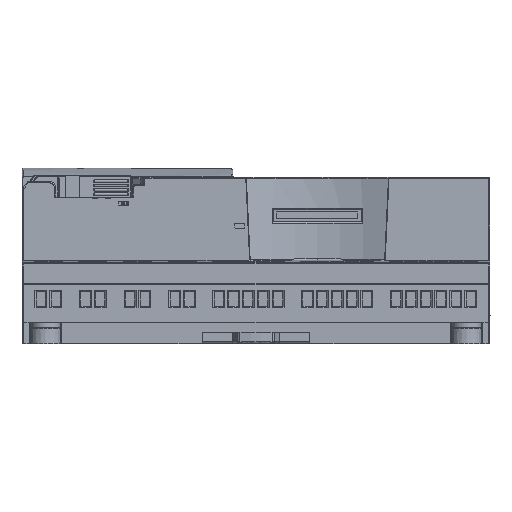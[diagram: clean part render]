
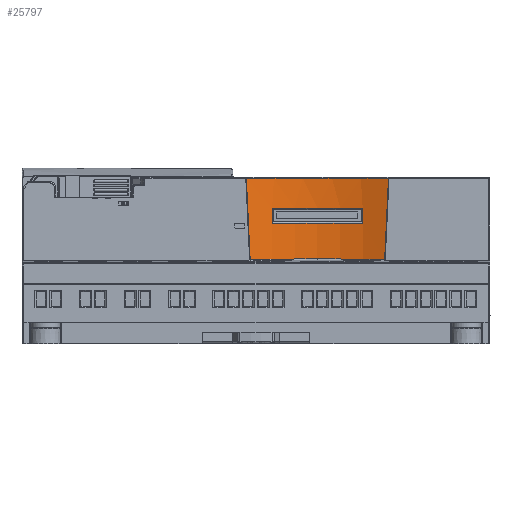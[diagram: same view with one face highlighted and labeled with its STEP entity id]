
A CAD part, front view. The second image highlights one B-rep face of the part: STEP entity #25797.
In plain terms, the highlighted conical face has half-angle 2 degrees and reference radius 58.836 mm.
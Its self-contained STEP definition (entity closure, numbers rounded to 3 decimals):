
#6504 = CARTESIAN_POINT ( 'NONE',  ( 13.2, -29.301, 28.982 ) ) ;
#6792 = DIRECTION ( 'NONE',  ( 0., 0., 1. ) ) ;
#7098 = B_SPLINE_CURVE_WITH_KNOTS ( 'NONE', 3,
 ( #109299, #27608, #63964, #100344, #18707, #55033 ),
 .UNSPECIFIED., .F., .F.,
 ( 4, 2, 4 ),
 ( 0., 0.5, 1. ),
 .UNSPECIFIED. ) ;
#7305 = EDGE_LOOP ( 'NONE', ( #27968, #109118, #15282, #15284 ) ) ;
#8317 = CARTESIAN_POINT ( 'NONE',  ( 36.477, -30.386, 46.38 ) ) ;
#10025 = EDGE_LOOP ( 'NONE', ( #60388, #29656, #21982, #14342, #76480 ) ) ;
#14342 = ORIENTED_EDGE ( 'NONE', *, *, #115138, .F. ) ;
#15282 = ORIENTED_EDGE ( 'NONE', *, *, #102462, .F. ) ;
#15284 = ORIENTED_EDGE ( 'NONE', *, *, #81457, .F. ) ;
#17274 = CARTESIAN_POINT ( 'NONE',  ( 36.476, -30.574, 41.18 ) ) ;
#17732 = CARTESIAN_POINT ( 'NONE',  ( 5.524, -30.449, 44.647 ) ) ;
#17831 = EDGE_CURVE ( 'NONE', #97222, #36419, #47188, .T. ) ;
#17962 = EDGE_CURVE ( 'NONE', #39002, #92671, #7098, .T. ) ;
#18432 = CARTESIAN_POINT ( 'NONE',  ( 21., -28.908, 29.003 ) ) ;
#18707 = CARTESIAN_POINT ( 'NONE',  ( 40.328, -32.091, 28.838 ) ) ;
#21982 = ORIENTED_EDGE ( 'NONE', *, *, #17962, .T. ) ;
#22492 = CARTESIAN_POINT ( 'NONE',  ( -3.287, -33.194, 56.517 ) ) ;
#22608 = B_SPLINE_CURVE_WITH_KNOTS ( 'NONE', 3,
 ( #106051, #51808, #88176, #6504, #42871, #79232 ),
 .UNSPECIFIED., .F., .F.,
 ( 4, 2, 4 ),
 ( 0., 0.5, 1. ),
 .UNSPECIFIED. ) ;
#25797 = ADVANCED_FACE ( 'NONE', ( #117714, #35997 ), #82086, .F. ) ;
#25959 = B_SPLINE_CURVE_WITH_KNOTS ( 'NONE', 3,
 ( #17274, #53611, #89969, #8317 ),
 .UNSPECIFIED., .F., .F.,
 ( 4, 4 ),
 ( 0., 1. ),
 .UNSPECIFIED. ) ;
#27052 = DIRECTION ( 'NONE',  ( 0., -1., 0. ) ) ;
#27296 = CARTESIAN_POINT ( 'NONE',  ( 44.863, -33.356, 47.263 ) ) ;
#27608 = CARTESIAN_POINT ( 'NONE',  ( 24.886, -28.908, 29.003 ) ) ;
#27968 = ORIENTED_EDGE ( 'NONE', *, *, #17831, .F. ) ;
#29656 = ORIENTED_EDGE ( 'NONE', *, *, #95490, .T. ) ;
#30658 = AXIS2_PLACEMENT_3D ( 'NONE', #72363, #108736, #27052 ) ;
#31412 = DIRECTION ( 'NONE',  ( 0., -1., 0. ) ) ;
#34688 = CARTESIAN_POINT ( 'NONE',  ( -2.433, -33.519, 38.009 ) ) ;
#34742 = CIRCLE ( 'NONE', #101416, 58.301 ) ;
#35794 = CARTESIAN_POINT ( 'NONE',  ( 45.287, -33.194, 56.517 ) ) ;
#35997 = FACE_OUTER_BOUND ( 'NONE', #10025, .T. ) ;
#36419 = VERTEX_POINT ( 'NONE', #101407 ) ;
#39002 = VERTEX_POINT ( 'NONE', #18432 ) ;
#39490 = CARTESIAN_POINT ( 'NONE',  ( 21., -86.783, 56.517 ) ) ;
#40381 = B_SPLINE_CURVE_WITH_KNOTS ( 'NONE', 3,
 ( #99375, #17732, #54073, #90437 ),
 .UNSPECIFIED., .F., .F.,
 ( 4, 4 ),
 ( 0., 1. ),
 .UNSPECIFIED. ) ;
#42871 = CARTESIAN_POINT ( 'NONE',  ( 17.114, -28.908, 29.003 ) ) ;
#43157 = DIRECTION ( 'NONE',  ( 0., -1., 0. ) ) ;
#46303 = CARTESIAN_POINT ( 'NONE',  ( -1.995, -33.682, 28.755 ) ) ;
#47188 = CIRCLE ( 'NONE', #113862, 58.482 ) ;
#49787 = CARTESIAN_POINT ( 'NONE',  ( 36.477, -30.386, 46.38 ) ) ;
#51808 = CARTESIAN_POINT ( 'NONE',  ( 1.672, -32.091, 28.838 ) ) ;
#53611 = CARTESIAN_POINT ( 'NONE',  ( 36.476, -30.512, 42.913 ) ) ;
#54073 = CARTESIAN_POINT ( 'NONE',  ( 5.524, -30.512, 42.913 ) ) ;
#54793 = AXIS2_PLACEMENT_3D ( 'NONE', #39490, #75876, #112260 ) ;
#55033 = CARTESIAN_POINT ( 'NONE',  ( 43.995, -33.682, 28.755 ) ) ;
#55367 = CARTESIAN_POINT ( 'NONE',  ( 43.995, -33.682, 28.755 ) ) ;
#56281 = EDGE_CURVE ( 'NONE', #116542, #97222, #25959, .T. ) ;
#60388 = ORIENTED_EDGE ( 'NONE', *, *, #72504, .F. ) ;
#62302 = EDGE_CURVE ( 'NONE', #107399, #95261, #106189, .T. ) ;
#63642 = CARTESIAN_POINT ( 'NONE',  ( 44.433, -33.519, 38.009 ) ) ;
#63964 = CARTESIAN_POINT ( 'NONE',  ( 28.8, -29.301, 28.982 ) ) ;
#71053 = CARTESIAN_POINT ( 'NONE',  ( -2.863, -33.356, 47.263 ) ) ;
#71567 = CARTESIAN_POINT ( 'NONE',  ( 5.524, -30.574, 41.18 ) ) ;
#72363 = CARTESIAN_POINT ( 'NONE',  ( 21., -86.783, 56.517 ) ) ;
#72504 = EDGE_CURVE ( 'NONE', #80583, #107399, #95003, .T. ) ;
#75876 = DIRECTION ( 'NONE',  ( 0., 0., -1. ) ) ;
#76480 = ORIENTED_EDGE ( 'NONE', *, *, #62302, .F. ) ;
#76747 = CARTESIAN_POINT ( 'NONE',  ( 21., -86.783, 41.18 ) ) ;
#79232 = CARTESIAN_POINT ( 'NONE',  ( 21., -28.908, 29.003 ) ) ;
#80583 = VERTEX_POINT ( 'NONE', #46303 ) ;
#81457 = EDGE_CURVE ( 'NONE', #36419, #95213, #40381, .T. ) ;
#82086 = CONICAL_SURFACE ( 'NONE', #30658, 58.836, 0.035 ) ;
#84670 = B_SPLINE_CURVE_WITH_KNOTS ( 'NONE', 3,
 ( #108974, #27296, #63642, #100030 ),
 .UNSPECIFIED., .F., .F.,
 ( 4, 4 ),
 ( 0., 1. ),
 .UNSPECIFIED. ) ;
#88176 = CARTESIAN_POINT ( 'NONE',  ( 5.479, -30.893, 28.9 ) ) ;
#88458 = CARTESIAN_POINT ( 'NONE',  ( 21., -86.783, 46.38 ) ) ;
#89969 = CARTESIAN_POINT ( 'NONE',  ( 36.476, -30.449, 44.647 ) ) ;
#90437 = CARTESIAN_POINT ( 'NONE',  ( 5.524, -30.574, 41.18 ) ) ;
#92671 = VERTEX_POINT ( 'NONE', #55367 ) ;
#95003 =( BOUNDED_CURVE ( )  B_SPLINE_CURVE ( 3, ( #116420, #34688, #71053, #107434 ),
 .UNSPECIFIED., .F., .F. ) 
 B_SPLINE_CURVE_WITH_KNOTS ( ( 4, 4 ),
 ( 0., 1. ),
 .UNSPECIFIED. ) 
 CURVE ( )  GEOMETRIC_REPRESENTATION_ITEM ( )  RATIONAL_B_SPLINE_CURVE ( ( 1., 1., 1., 1. ) ) 
 REPRESENTATION_ITEM ( '' )  );
#95213 = VERTEX_POINT ( 'NONE', #71567 ) ;
#95261 = VERTEX_POINT ( 'NONE', #35794 ) ;
#95490 = EDGE_CURVE ( 'NONE', #80583, #39002, #22608, .T. ) ;
#97222 = VERTEX_POINT ( 'NONE', #49787 ) ;
#99375 = CARTESIAN_POINT ( 'NONE',  ( 5.523, -30.386, 46.38 ) ) ;
#100030 = CARTESIAN_POINT ( 'NONE',  ( 43.995, -33.682, 28.755 ) ) ;
#100344 = CARTESIAN_POINT ( 'NONE',  ( 36.521, -30.893, 28.9 ) ) ;
#101407 = CARTESIAN_POINT ( 'NONE',  ( 5.523, -30.386, 46.38 ) ) ;
#101416 = AXIS2_PLACEMENT_3D ( 'NONE', #76747, #113140, #31412 ) ;
#102462 = EDGE_CURVE ( 'NONE', #95213, #116542, #34742, .T. ) ;
#106051 = CARTESIAN_POINT ( 'NONE',  ( -1.995, -33.682, 28.755 ) ) ;
#106189 = CIRCLE ( 'NONE', #54793, 58.836 ) ;
#107399 = VERTEX_POINT ( 'NONE', #22492 ) ;
#107434 = CARTESIAN_POINT ( 'NONE',  ( -3.287, -33.194, 56.517 ) ) ;
#108255 = CARTESIAN_POINT ( 'NONE',  ( 36.476, -30.574, 41.18 ) ) ;
#108736 = DIRECTION ( 'NONE',  ( 0., 0., 1. ) ) ;
#108974 = CARTESIAN_POINT ( 'NONE',  ( 45.287, -33.194, 56.517 ) ) ;
#109118 = ORIENTED_EDGE ( 'NONE', *, *, #56281, .F. ) ;
#109299 = CARTESIAN_POINT ( 'NONE',  ( 21., -28.908, 29.003 ) ) ;
#112260 = DIRECTION ( 'NONE',  ( -1., 0., 0. ) ) ;
#113140 = DIRECTION ( 'NONE',  ( 0., 0., -1. ) ) ;
#113862 = AXIS2_PLACEMENT_3D ( 'NONE', #88458, #6792, #43157 ) ;
#115138 = EDGE_CURVE ( 'NONE', #95261, #92671, #84670, .T. ) ;
#116420 = CARTESIAN_POINT ( 'NONE',  ( -1.995, -33.682, 28.755 ) ) ;
#116542 = VERTEX_POINT ( 'NONE', #108255 ) ;
#117714 = FACE_BOUND ( 'NONE', #7305, .T. ) ;
